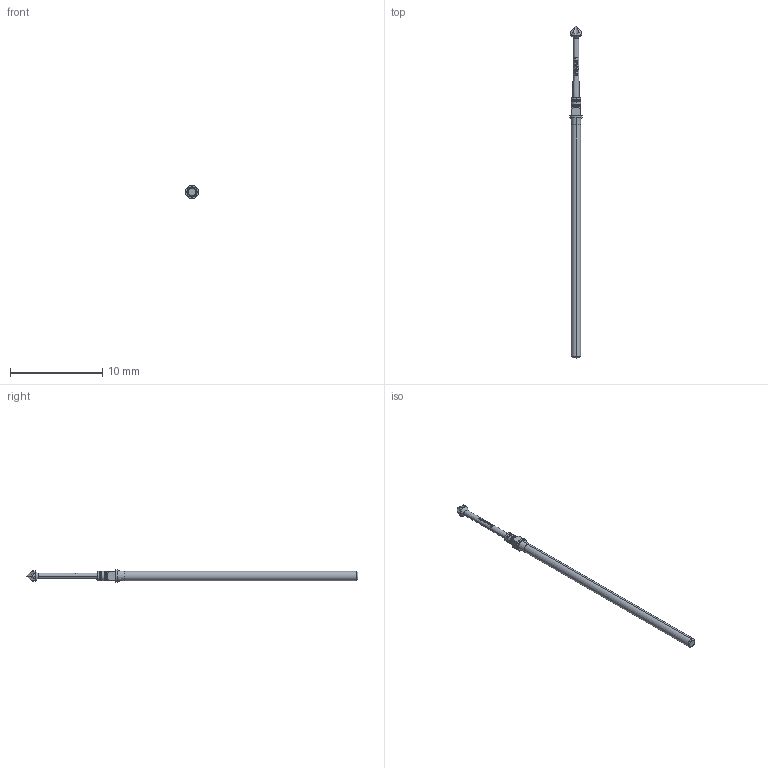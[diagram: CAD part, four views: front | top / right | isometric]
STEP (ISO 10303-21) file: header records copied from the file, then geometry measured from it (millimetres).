
FILE_DESCRIPTION (( 'STEP AP203' ), '1' );
FILE_NAME ('INGUN_GKS-075_217_120_A_xx02_M.STEP', '2021-09-29T05:33:36', ( 'ochi' ), ( '' ), 'SwSTEP 2.0', 'SolidWorks 2018', '' );
FILE_SCHEMA (( 'CONFIG_CONTROL_DESIGN' ));
Length unit declared in the file: millimetre
Products named in the file (1): INGUN_GKS-075_217_120_A_xx02_M
Bounding box: 1.4 x 35.9 x 1.4 mm (x, y, z)
Volume: 25.3 mm3; surface area: 109.4 mm2
Topology: 1 solids, 1 shells, 118 faces, 289 edges, 181 vertices
Faces by surface type: bspline 52, plane 23, cone 18, cylinder 17, torus 8
Entity records: 4491 total; most frequent: CARTESIAN_POINT 2136, ORIENTED_EDGE 578, DIRECTION 293, EDGE_CURVE 289, VERTEX_POINT 181, B_SPLINE_CURVE_WITH_KNOTS 176, EDGE_LOOP 126, AXIS2_PLACEMENT_3D 125
